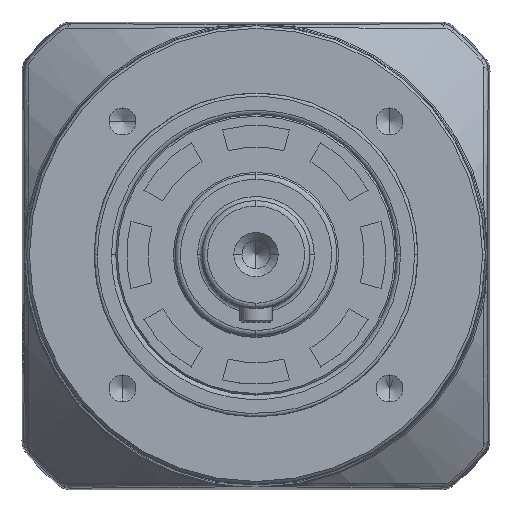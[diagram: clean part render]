
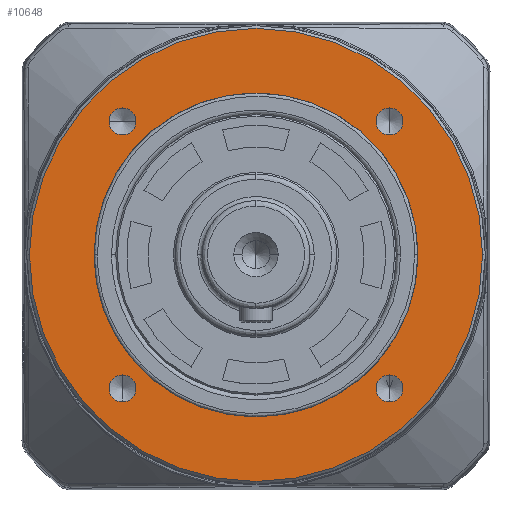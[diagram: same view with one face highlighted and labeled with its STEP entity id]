
A CAD part, top view. The second image highlights one B-rep face of the part: STEP entity #10648.
In plain terms, the highlighted planar face has unit normal (0, 0, 1).
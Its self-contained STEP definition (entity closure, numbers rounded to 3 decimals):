
#41 = DIRECTION ( 'NONE',  ( 0., 0., -1. ) ) ;
#79 = VERTEX_POINT ( 'NONE', #10814 ) ;
#350 = AXIS2_PLACEMENT_3D ( 'NONE', #5071, #5046, #5036 ) ;
#365 = EDGE_CURVE ( 'NONE', #25973, #79, #6345, .T. ) ;
#689 = DIRECTION ( 'NONE',  ( 0., 0., -1. ) ) ;
#728 = CARTESIAN_POINT ( 'NONE',  ( 0., 0., 41.5 ) ) ;
#782 = ORIENTED_EDGE ( 'NONE', *, *, #14563, .F. ) ;
#895 = AXIS2_PLACEMENT_3D ( 'NONE', #20435, #20395, #20325 ) ;
#1138 = EDGE_CURVE ( 'NONE', #6257, #5866, #10790, .T. ) ;
#1163 = ORIENTED_EDGE ( 'NONE', *, *, #11625, .T. ) ;
#1309 = CIRCLE ( 'NONE', #2389, 2.5 ) ;
#2080 = VERTEX_POINT ( 'NONE', #9436 ) ;
#2288 = EDGE_CURVE ( 'NONE', #11698, #13231, #16946, .T. ) ;
#2389 = AXIS2_PLACEMENT_3D ( 'NONE', #21862, #21828, #21821 ) ;
#2877 = EDGE_CURVE ( 'NONE', #30888, #15636, #19897, .T. ) ;
#3575 = ORIENTED_EDGE ( 'NONE', *, *, #10704, .T. ) ;
#4517 = CARTESIAN_POINT ( 'NONE',  ( 24.749, -24.749, 41.5 ) ) ;
#5036 = DIRECTION ( 'NONE',  ( 1., 0., 0. ) ) ;
#5046 = DIRECTION ( 'NONE',  ( 0., 0., -1. ) ) ;
#5071 = CARTESIAN_POINT ( 'NONE',  ( 24.749, 24.749, 41.5 ) ) ;
#5274 = CIRCLE ( 'NONE', #23089, 30. ) ;
#5866 = VERTEX_POINT ( 'NONE', #26657 ) ;
#6257 = VERTEX_POINT ( 'NONE', #19541 ) ;
#6315 = DIRECTION ( 'NONE',  ( 1., 0., 0. ) ) ;
#6322 = DIRECTION ( 'NONE',  ( 0., 0., -1. ) ) ;
#6345 = CIRCLE ( 'NONE', #20595, 2.5 ) ;
#6364 = CARTESIAN_POINT ( 'NONE',  ( -24.749, -24.749, 41.5 ) ) ;
#6639 = ORIENTED_EDGE ( 'NONE', *, *, #19119, .T. ) ;
#8506 = FACE_BOUND ( 'NONE', #24749, .T. ) ;
#8540 = FACE_OUTER_BOUND ( 'NONE', #24482, .T. ) ;
#8544 = DIRECTION ( 'NONE',  ( 1., 0., 0. ) ) ;
#8553 = DIRECTION ( 'NONE',  ( 0., 0., -1. ) ) ;
#8587 = CARTESIAN_POINT ( 'NONE',  ( 24.749, -24.749, 41.5 ) ) ;
#8686 = FACE_BOUND ( 'NONE', #21977, .T. ) ;
#8821 = FACE_BOUND ( 'NONE', #22406, .T. ) ;
#8893 = CARTESIAN_POINT ( 'NONE',  ( 27.249, -24.749, 41.5 ) ) ;
#9011 = FACE_BOUND ( 'NONE', #12772, .T. ) ;
#9385 = DIRECTION ( 'NONE',  ( 1., 0., 0. ) ) ;
#9422 = DIRECTION ( 'NONE',  ( 0., 0., -1. ) ) ;
#9434 = CARTESIAN_POINT ( 'NONE',  ( 24.749, 24.749, 41.5 ) ) ;
#9436 = CARTESIAN_POINT ( 'NONE',  ( -30., 0., 41.5 ) ) ;
#10276 = CARTESIAN_POINT ( 'NONE',  ( -27.249, 24.749, 41.5 ) ) ;
#10648 = ADVANCED_FACE ( 'NONE', ( #8506, #8540, #8821, #8686, #29755, #9011 ), #32461, .T. ) ;
#10704 = EDGE_CURVE ( 'NONE', #20901, #2080, #5274, .T. ) ;
#10790 = CIRCLE ( 'NONE', #16504, 42. ) ;
#10814 = CARTESIAN_POINT ( 'NONE',  ( -27.249, -24.749, 41.5 ) ) ;
#10913 = CARTESIAN_POINT ( 'NONE',  ( 22.249, -24.749, 41.5 ) ) ;
#11625 = EDGE_CURVE ( 'NONE', #18292, #32155, #14353, .T. ) ;
#11698 = VERTEX_POINT ( 'NONE', #8893 ) ;
#12524 = CARTESIAN_POINT ( 'NONE',  ( -22.249, 24.749, 41.5 ) ) ;
#12611 = ORIENTED_EDGE ( 'NONE', *, *, #2288, .T. ) ;
#12670 = CARTESIAN_POINT ( 'NONE',  ( -22.249, -24.749, 41.5 ) ) ;
#12745 = ORIENTED_EDGE ( 'NONE', *, *, #2877, .T. ) ;
#12772 = EDGE_LOOP ( 'NONE', ( #12745, #21174 ) ) ;
#13006 = ORIENTED_EDGE ( 'NONE', *, *, #365, .T. ) ;
#13231 = VERTEX_POINT ( 'NONE', #10913 ) ;
#13519 = AXIS2_PLACEMENT_3D ( 'NONE', #19242, #19201, #19161 ) ;
#14353 = CIRCLE ( 'NONE', #28226, 2.5 ) ;
#14563 = EDGE_CURVE ( 'NONE', #5866, #6257, #31457, .T. ) ;
#15374 = DIRECTION ( 'NONE',  ( 0., 0., -1. ) ) ;
#15636 = VERTEX_POINT ( 'NONE', #10276 ) ;
#16504 = AXIS2_PLACEMENT_3D ( 'NONE', #728, #689, #24150 ) ;
#16946 = CIRCLE ( 'NONE', #30127, 2.5 ) ;
#17320 = EDGE_CURVE ( 'NONE', #13231, #11698, #33464, .T. ) ;
#17522 = EDGE_CURVE ( 'NONE', #32155, #18292, #25542, .T. ) ;
#18292 = VERTEX_POINT ( 'NONE', #33428 ) ;
#18454 = EDGE_CURVE ( 'NONE', #15636, #30888, #23485, .T. ) ;
#19119 = EDGE_CURVE ( 'NONE', #79, #25973, #1309, .T. ) ;
#19161 = DIRECTION ( 'NONE',  ( -1., 0., 0. ) ) ;
#19201 = DIRECTION ( 'NONE',  ( 0., 0., -1. ) ) ;
#19242 = CARTESIAN_POINT ( 'NONE',  ( 0., 0., 41.5 ) ) ;
#19541 = CARTESIAN_POINT ( 'NONE',  ( 42., 0., 41.5 ) ) ;
#19666 = AXIS2_PLACEMENT_3D ( 'NONE', #32737, #32433, #32427 ) ;
#19897 = CIRCLE ( 'NONE', #895, 2.5 ) ;
#20325 = DIRECTION ( 'NONE',  ( 1., 0., 0. ) ) ;
#20395 = DIRECTION ( 'NONE',  ( 0., 0., -1. ) ) ;
#20435 = CARTESIAN_POINT ( 'NONE',  ( -24.749, 24.749, 41.5 ) ) ;
#20513 = AXIS2_PLACEMENT_3D ( 'NONE', #8587, #8553, #8544 ) ;
#20595 = AXIS2_PLACEMENT_3D ( 'NONE', #6364, #6322, #6315 ) ;
#20901 = VERTEX_POINT ( 'NONE', #30665 ) ;
#21174 = ORIENTED_EDGE ( 'NONE', *, *, #18454, .T. ) ;
#21401 = ORIENTED_EDGE ( 'NONE', *, *, #26217, .T. ) ;
#21821 = DIRECTION ( 'NONE',  ( 1., 0., 0. ) ) ;
#21828 = DIRECTION ( 'NONE',  ( 0., 0., -1. ) ) ;
#21862 = CARTESIAN_POINT ( 'NONE',  ( -24.749, -24.749, 41.5 ) ) ;
#21977 = EDGE_LOOP ( 'NONE', ( #12611, #33224 ) ) ;
#22248 = EDGE_LOOP ( 'NONE', ( #13006, #6639 ) ) ;
#22406 = EDGE_LOOP ( 'NONE', ( #1163, #33673 ) ) ;
#22954 = AXIS2_PLACEMENT_3D ( 'NONE', #30810, #15374, #33273 ) ;
#23089 = AXIS2_PLACEMENT_3D ( 'NONE', #31226, #31223, #31182 ) ;
#23485 = CIRCLE ( 'NONE', #25539, 2.5 ) ;
#24150 = DIRECTION ( 'NONE',  ( -1., 0., 0. ) ) ;
#24482 = EDGE_LOOP ( 'NONE', ( #782, #30073 ) ) ;
#24749 = EDGE_LOOP ( 'NONE', ( #3575, #21401 ) ) ;
#25160 = CIRCLE ( 'NONE', #22954, 30. ) ;
#25539 = AXIS2_PLACEMENT_3D ( 'NONE', #32121, #32050, #32041 ) ;
#25542 = CIRCLE ( 'NONE', #350, 2.5 ) ;
#25973 = VERTEX_POINT ( 'NONE', #12670 ) ;
#26217 = EDGE_CURVE ( 'NONE', #2080, #20901, #25160, .T. ) ;
#26657 = CARTESIAN_POINT ( 'NONE',  ( -42., 0., 41.5 ) ) ;
#28226 = AXIS2_PLACEMENT_3D ( 'NONE', #9434, #9422, #9385 ) ;
#29409 = DIRECTION ( 'NONE',  ( 1., 0., 0. ) ) ;
#29755 = FACE_BOUND ( 'NONE', #22248, .T. ) ;
#30073 = ORIENTED_EDGE ( 'NONE', *, *, #1138, .F. ) ;
#30127 = AXIS2_PLACEMENT_3D ( 'NONE', #4517, #41, #29409 ) ;
#30665 = CARTESIAN_POINT ( 'NONE',  ( 30., 0., 41.5 ) ) ;
#30810 = CARTESIAN_POINT ( 'NONE',  ( 0., 0., 41.5 ) ) ;
#30888 = VERTEX_POINT ( 'NONE', #12524 ) ;
#31182 = DIRECTION ( 'NONE',  ( 1., 0., 0. ) ) ;
#31223 = DIRECTION ( 'NONE',  ( 0., 0., -1. ) ) ;
#31226 = CARTESIAN_POINT ( 'NONE',  ( 0., 0., 41.5 ) ) ;
#31457 = CIRCLE ( 'NONE', #13519, 42. ) ;
#32041 = DIRECTION ( 'NONE',  ( 1., 0., 0. ) ) ;
#32050 = DIRECTION ( 'NONE',  ( 0., 0., -1. ) ) ;
#32121 = CARTESIAN_POINT ( 'NONE',  ( -24.749, 24.749, 41.5 ) ) ;
#32155 = VERTEX_POINT ( 'NONE', #33278 ) ;
#32427 = DIRECTION ( 'NONE',  ( 1., 0., 0. ) ) ;
#32433 = DIRECTION ( 'NONE',  ( 0., 0., 1. ) ) ;
#32461 = PLANE ( 'NONE',  #19666 ) ;
#32737 = CARTESIAN_POINT ( 'NONE',  ( 0., 0., 41.5 ) ) ;
#33224 = ORIENTED_EDGE ( 'NONE', *, *, #17320, .T. ) ;
#33273 = DIRECTION ( 'NONE',  ( 1., 0., 0. ) ) ;
#33278 = CARTESIAN_POINT ( 'NONE',  ( 22.249, 24.749, 41.5 ) ) ;
#33428 = CARTESIAN_POINT ( 'NONE',  ( 27.249, 24.749, 41.5 ) ) ;
#33464 = CIRCLE ( 'NONE', #20513, 2.5 ) ;
#33673 = ORIENTED_EDGE ( 'NONE', *, *, #17522, .T. ) ;
